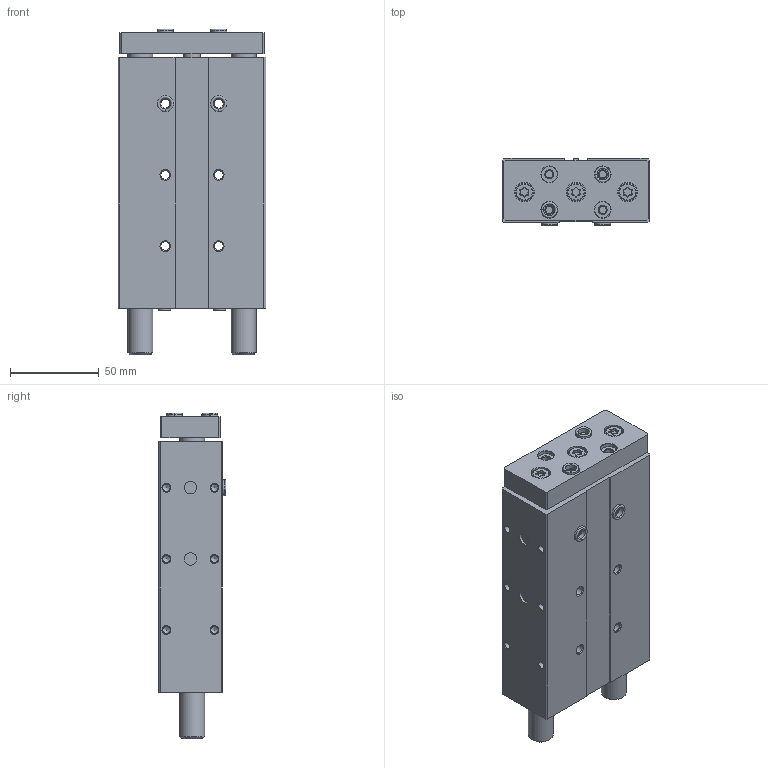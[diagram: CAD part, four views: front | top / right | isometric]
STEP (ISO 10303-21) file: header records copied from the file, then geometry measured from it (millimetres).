
FILE_DESCRIPTION(/* description */ ('STEP AP214'),/* implementation_level */ '2;1');
FILE_NAME(/* name */ '8118849_DFM-20-100-P-A-GF-F1A',/* time_stamp */ '2024-08-14T20:22:22+02:00',/* author */ ('License CC BY-ND 4.0'),/* organization */ ('CADENAS'),/* preprocessor_version */ 'ST-DEVELOPER v19.3',/* originating_system */ 'PARTsolutions',/* authorisation */ ' ');
FILE_SCHEMA (('AUTOMOTIVE_DESIGN {1 0 10303 214 3 1 1}'));
Length unit declared in the file: millimetre
Products named in the file (6): 8118849 DFM-20-100-P-A-GF-F1A---(0); 8118849 DFM-20-100-P-A-GF-F1A---(Z); 8118849 DFM-20-100-P-A-GF-F1A---(K); 8137184 ZBH-9-B; ISO-4026 M5x5; 8146544 ZBH-7-B
Assembly tree (10 placements, depth 2):
  8118849 DFM-20-100-P-A-GF-F1A---(0)
    8118849 DFM-20-100-P-A-GF-F1A---(Z)
    8118849 DFM-20-100-P-A-GF-F1A---(K)
    8137184 ZBH-9-B  x4
    ISO-4026 M5x5  x2
    8146544 ZBH-7-B  x2
Bounding box: 83 x 37.85 x 182.8 mm (x, y, z)
Volume: 419051.8 mm3; surface area: 98477 mm2
Topology: 10 solids, 10 shells, 327 faces, 719 edges, 454 vertices
Faces by surface type: plane 126, cylinder 126, cone 60, torus 15
Full cylindrical faces by diameter (mm): 4.134 x17, 4.917 x6, 5 x2, 5.2 x6, 7 x4, 9 x12, 10 x5, 11 x3, 14 x4, 20 x2, 21 x1
Entity records: 7376 total; most frequent: DIRECTION 1348, CARTESIAN_POINT 1230, ORIENTED_EDGE 990, AXIS2_PLACEMENT_3D 577, EDGE_CURVE 495, FACE_BOUND 464, EDGE_LOOP 454, VERTEX_POINT 387
